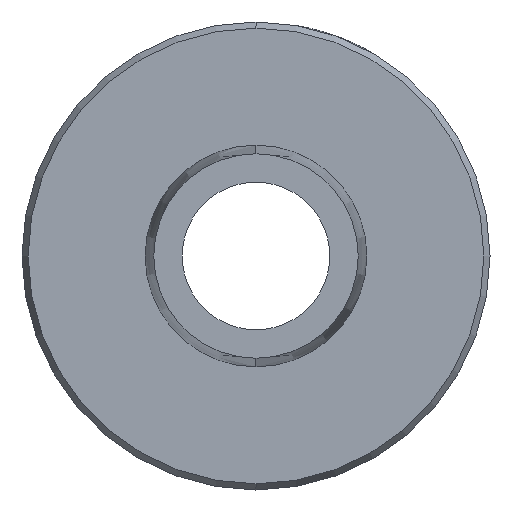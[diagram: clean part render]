
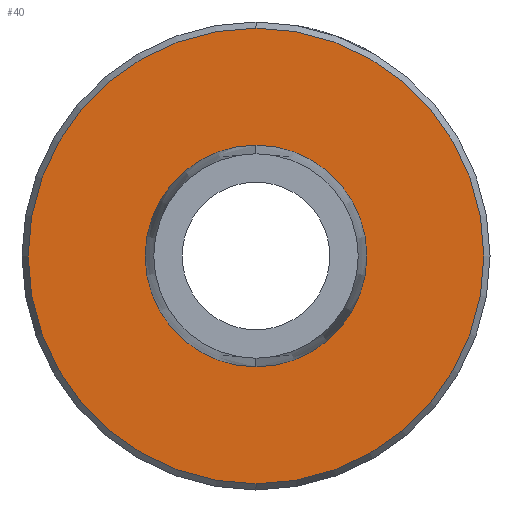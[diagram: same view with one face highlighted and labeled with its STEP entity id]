
A CAD part, left-side view. The second image highlights one B-rep face of the part: STEP entity #40.
In plain terms, the highlighted planar face has unit normal (-1, 0, 0).
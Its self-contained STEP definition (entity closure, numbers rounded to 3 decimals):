
#40 = ADVANCED_FACE ( 'NONE', ( #1804, #3163 ), #3936, .F. ) ;
#146 = DIRECTION ( 'NONE',  ( 0., 0., 1. ) ) ;
#312 = DIRECTION ( 'NONE',  ( 0., 0., -1. ) ) ;
#554 = EDGE_CURVE ( 'NONE', #2518, #2329, #3634, .T. ) ;
#580 = DIRECTION ( 'NONE',  ( 0., 0., 1. ) ) ;
#758 = DIRECTION ( 'NONE',  ( 1., 0., 0. ) ) ;
#780 = EDGE_CURVE ( 'NONE', #2399, #3288, #3716, .T. ) ;
#811 = CIRCLE ( 'NONE', #2381, 9.25 ) ;
#816 = ORIENTED_EDGE ( 'NONE', *, *, #554, .F. ) ;
#864 = CARTESIAN_POINT ( 'NONE',  ( 10., 0., 9.25 ) ) ;
#876 = AXIS2_PLACEMENT_3D ( 'NONE', #4601, #758, #3590 ) ;
#1637 = CIRCLE ( 'NONE', #3432, 4.5 ) ;
#1804 = FACE_OUTER_BOUND ( 'NONE', #3007, .T. ) ;
#2188 = ORIENTED_EDGE ( 'NONE', *, *, #3120, .T. ) ;
#2329 = VERTEX_POINT ( 'NONE', #4549 ) ;
#2381 = AXIS2_PLACEMENT_3D ( 'NONE', #3067, #3417, #4507 ) ;
#2399 = VERTEX_POINT ( 'NONE', #4332 ) ;
#2423 = CARTESIAN_POINT ( 'NONE',  ( 10., 0., 0. ) ) ;
#2465 = CARTESIAN_POINT ( 'NONE',  ( 10., 0., -4.5 ) ) ;
#2518 = VERTEX_POINT ( 'NONE', #2465 ) ;
#2589 = ORIENTED_EDGE ( 'NONE', *, *, #780, .T. ) ;
#2639 = CARTESIAN_POINT ( 'NONE',  ( 10., 0., 0. ) ) ;
#3007 = EDGE_LOOP ( 'NONE', ( #2589, #2188 ) ) ;
#3042 = AXIS2_PLACEMENT_3D ( 'NONE', #2423, #3510, #312 ) ;
#3067 = CARTESIAN_POINT ( 'NONE',  ( 10., 0., 0. ) ) ;
#3120 = EDGE_CURVE ( 'NONE', #3288, #2399, #811, .T. ) ;
#3163 = FACE_BOUND ( 'NONE', #4510, .T. ) ;
#3288 = VERTEX_POINT ( 'NONE', #864 ) ;
#3417 = DIRECTION ( 'NONE',  ( -1., 0., 0. ) ) ;
#3432 = AXIS2_PLACEMENT_3D ( 'NONE', #4063, #3709, #580 ) ;
#3488 = AXIS2_PLACEMENT_3D ( 'NONE', #2639, #4048, #146 ) ;
#3510 = DIRECTION ( 'NONE',  ( -1., 0., 0. ) ) ;
#3590 = DIRECTION ( 'NONE',  ( 0., 0., -1. ) ) ;
#3634 = CIRCLE ( 'NONE', #3488, 4.5 ) ;
#3669 = ORIENTED_EDGE ( 'NONE', *, *, #3718, .F. ) ;
#3709 = DIRECTION ( 'NONE',  ( -1., 0., 0. ) ) ;
#3716 = CIRCLE ( 'NONE', #3042, 9.25 ) ;
#3718 = EDGE_CURVE ( 'NONE', #2329, #2518, #1637, .T. ) ;
#3936 = PLANE ( 'NONE',  #876 ) ;
#4048 = DIRECTION ( 'NONE',  ( -1., 0., 0. ) ) ;
#4063 = CARTESIAN_POINT ( 'NONE',  ( 10., 0., 0. ) ) ;
#4332 = CARTESIAN_POINT ( 'NONE',  ( 10., 0., -9.25 ) ) ;
#4507 = DIRECTION ( 'NONE',  ( 0., 0., -1. ) ) ;
#4510 = EDGE_LOOP ( 'NONE', ( #3669, #816 ) ) ;
#4549 = CARTESIAN_POINT ( 'NONE',  ( 10., 0., 4.5 ) ) ;
#4601 = CARTESIAN_POINT ( 'NONE',  ( 10., 0., 0. ) ) ;
